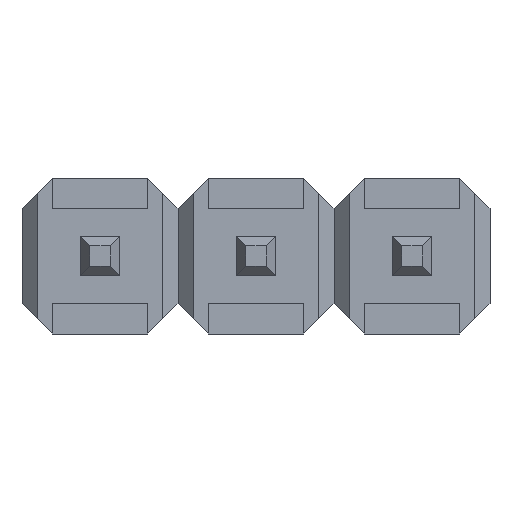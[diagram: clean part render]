
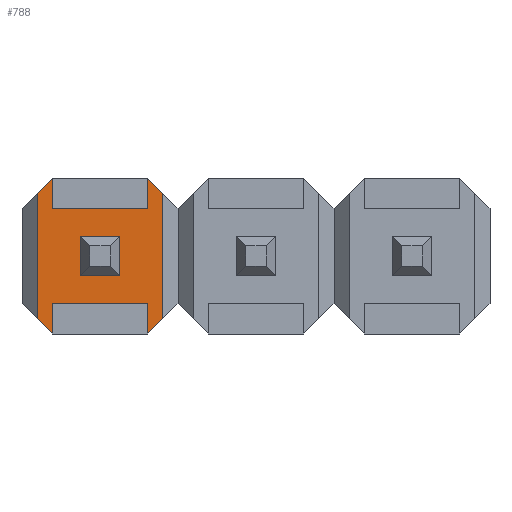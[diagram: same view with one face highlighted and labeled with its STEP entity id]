
A CAD part, front view. The second image highlights one B-rep face of the part: STEP entity #788.
In plain terms, the highlighted planar face has unit normal (0, -1, 0).
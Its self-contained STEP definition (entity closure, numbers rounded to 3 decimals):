
#54 = ORIENTED_EDGE ( 'NONE', *, *, #3381, .T. ) ;
#56 = DIRECTION ( 'NONE',  ( 0., 0., 1. ) ) ;
#96 = CARTESIAN_POINT ( 'NONE',  ( -1.27, -0.68, 0.32 ) ) ;
#137 = EDGE_CURVE ( 'NONE', #3839, #2279, #2854, .T. ) ;
#138 = CARTESIAN_POINT ( 'NONE',  ( 1.27, -0.68, -0.775 ) ) ;
#146 = CARTESIAN_POINT ( 'NONE',  ( 0.775, -0.68, -0.77 ) ) ;
#149 = LINE ( 'NONE', #2655, #2438 ) ;
#199 = EDGE_CURVE ( 'NONE', #3541, #3717, #1656, .T. ) ;
#208 = ORIENTED_EDGE ( 'NONE', *, *, #3217, .T. ) ;
#295 = CARTESIAN_POINT ( 'NONE',  ( 0.775, -0.68, 1.27 ) ) ;
#325 = EDGE_CURVE ( 'NONE', #2562, #3856, #883, .T. ) ;
#330 = CARTESIAN_POINT ( 'NONE',  ( -0.32, -0.68, 0.32 ) ) ;
#343 = EDGE_CURVE ( 'NONE', #3476, #2712, #3268, .T. ) ;
#356 = VECTOR ( 'NONE', #2773, 1000. ) ;
#535 = ORIENTED_EDGE ( 'NONE', *, *, #325, .T. ) ;
#537 = VECTOR ( 'NONE', #1419, 1000. ) ;
#560 = ORIENTED_EDGE ( 'NONE', *, *, #2233, .T. ) ;
#565 = FACE_OUTER_BOUND ( 'NONE', #1505, .T. ) ;
#567 = DIRECTION ( 'NONE',  ( 0., 0., -1. ) ) ;
#635 = LINE ( 'NONE', #1112, #991 ) ;
#663 = LINE ( 'NONE', #3920, #2678 ) ;
#739 = VERTEX_POINT ( 'NONE', #3631 ) ;
#742 = ORIENTED_EDGE ( 'NONE', *, *, #3350, .F. ) ;
#788 = ADVANCED_FACE ( 'NONE', ( #1231, #565 ), #1988, .F. ) ;
#861 = EDGE_CURVE ( 'NONE', #3856, #3476, #1742, .T. ) ;
#865 = VERTEX_POINT ( 'NONE', #4086 ) ;
#883 = LINE ( 'NONE', #146, #3165 ) ;
#900 = CARTESIAN_POINT ( 'NONE',  ( -0.775, -0.68, 0.77 ) ) ;
#991 = VECTOR ( 'NONE', #1778, 1000. ) ;
#1046 = CARTESIAN_POINT ( 'NONE',  ( 0.32, -0.68, 0.32 ) ) ;
#1090 = CARTESIAN_POINT ( 'NONE',  ( 1.02, -0.68, 1.27 ) ) ;
#1112 = CARTESIAN_POINT ( 'NONE',  ( -1.27, -0.68, -0.32 ) ) ;
#1115 = EDGE_CURVE ( 'NONE', #865, #4190, #2042, .T. ) ;
#1170 = ORIENTED_EDGE ( 'NONE', *, *, #1115, .T. ) ;
#1174 = ORIENTED_EDGE ( 'NONE', *, *, #2319, .T. ) ;
#1221 = EDGE_CURVE ( 'NONE', #2562, #1622, #663, .T. ) ;
#1224 = DIRECTION ( 'NONE',  ( -1., 0., 0. ) ) ;
#1231 = FACE_BOUND ( 'NONE', #1575, .T. ) ;
#1378 = CARTESIAN_POINT ( 'NONE',  ( 0.32, -0.68, 1.27 ) ) ;
#1419 = DIRECTION ( 'NONE',  ( 0., 0., 1. ) ) ;
#1491 = VECTOR ( 'NONE', #4074, 1000. ) ;
#1505 = EDGE_LOOP ( 'NONE', ( #208, #1937, #1170, #3187, #3231, #535, #3617, #3713, #2690, #742, #560, #2401 ) ) ;
#1515 = LINE ( 'NONE', #1638, #3906 ) ;
#1575 = EDGE_LOOP ( 'NONE', ( #54, #1174, #3620, #3158 ) ) ;
#1576 = VECTOR ( 'NONE', #1903, 1000. ) ;
#1601 = VECTOR ( 'NONE', #3776, 1000. ) ;
#1622 = VERTEX_POINT ( 'NONE', #2552 ) ;
#1638 = CARTESIAN_POINT ( 'NONE',  ( -0.775, -0.68, -0.77 ) ) ;
#1656 = LINE ( 'NONE', #3082, #1601 ) ;
#1699 = AXIS2_PLACEMENT_3D ( 'NONE', #2679, #3668, #56 ) ;
#1714 = VECTOR ( 'NONE', #3078, 1000. ) ;
#1742 = LINE ( 'NONE', #138, #356 ) ;
#1751 = LINE ( 'NONE', #900, #2360 ) ;
#1778 = DIRECTION ( 'NONE',  ( -1., 0., 0. ) ) ;
#1779 = VERTEX_POINT ( 'NONE', #330 ) ;
#1903 = DIRECTION ( 'NONE',  ( 0.707, 0., -0.707 ) ) ;
#1923 = CARTESIAN_POINT ( 'NONE',  ( -0.775, -0.68, -1.27 ) ) ;
#1937 = ORIENTED_EDGE ( 'NONE', *, *, #3648, .T. ) ;
#1959 = CARTESIAN_POINT ( 'NONE',  ( -0.775, -0.68, 1.27 ) ) ;
#1988 = PLANE ( 'NONE',  #1699 ) ;
#2041 = VERTEX_POINT ( 'NONE', #3772 ) ;
#2042 = LINE ( 'NONE', #3896, #1576 ) ;
#2193 = DIRECTION ( 'NONE',  ( -0.707, 0., 0.707 ) ) ;
#2233 = EDGE_CURVE ( 'NONE', #739, #3541, #1751, .T. ) ;
#2279 = VERTEX_POINT ( 'NONE', #3933 ) ;
#2305 = DIRECTION ( 'NONE',  ( 0., 0., -1. ) ) ;
#2319 = EDGE_CURVE ( 'NONE', #2041, #1779, #2734, .T. ) ;
#2360 = VECTOR ( 'NONE', #1224, 1000. ) ;
#2365 = VECTOR ( 'NONE', #2193, 1000. ) ;
#2373 = DIRECTION ( 'NONE',  ( 0., 0., -1. ) ) ;
#2401 = ORIENTED_EDGE ( 'NONE', *, *, #199, .T. ) ;
#2438 = VECTOR ( 'NONE', #3347, 1000. ) ;
#2552 = CARTESIAN_POINT ( 'NONE',  ( -0.775, -0.68, -0.77 ) ) ;
#2562 = VERTEX_POINT ( 'NONE', #4137 ) ;
#2594 = LINE ( 'NONE', #2747, #1714 ) ;
#2620 = DIRECTION ( 'NONE',  ( -1., 0., 0. ) ) ;
#2624 = DIRECTION ( 'NONE',  ( 0., 0., -1. ) ) ;
#2639 = LINE ( 'NONE', #3559, #3944 ) ;
#2655 = CARTESIAN_POINT ( 'NONE',  ( -0.775, -0.68, 1.27 ) ) ;
#2678 = VECTOR ( 'NONE', #2620, 1000. ) ;
#2679 = CARTESIAN_POINT ( 'NONE',  ( -1.27, -0.68, 1.27 ) ) ;
#2690 = ORIENTED_EDGE ( 'NONE', *, *, #4090, .T. ) ;
#2692 = VECTOR ( 'NONE', #2305, 1000. ) ;
#2712 = VERTEX_POINT ( 'NONE', #4011 ) ;
#2734 = LINE ( 'NONE', #4198, #3461 ) ;
#2747 = CARTESIAN_POINT ( 'NONE',  ( 0.775, -0.68, 0.77 ) ) ;
#2773 = DIRECTION ( 'NONE',  ( 0.707, 0., 0.707 ) ) ;
#2807 = EDGE_CURVE ( 'NONE', #1779, #3839, #3351, .T. ) ;
#2854 = LINE ( 'NONE', #1378, #2692 ) ;
#2910 = CARTESIAN_POINT ( 'NONE',  ( -1.02, -0.68, 1.025 ) ) ;
#3078 = DIRECTION ( 'NONE',  ( 0., 0., 1. ) ) ;
#3082 = CARTESIAN_POINT ( 'NONE',  ( -0.775, -0.68, 0.77 ) ) ;
#3129 = EDGE_CURVE ( 'NONE', #1622, #4190, #1515, .T. ) ;
#3158 = ORIENTED_EDGE ( 'NONE', *, *, #137, .T. ) ;
#3165 = VECTOR ( 'NONE', #2373, 1000. ) ;
#3187 = ORIENTED_EDGE ( 'NONE', *, *, #3129, .F. ) ;
#3217 = EDGE_CURVE ( 'NONE', #3717, #4215, #149, .T. ) ;
#3231 = ORIENTED_EDGE ( 'NONE', *, *, #1221, .F. ) ;
#3244 = DIRECTION ( 'NONE',  ( 0., 0., 1. ) ) ;
#3268 = LINE ( 'NONE', #1090, #537 ) ;
#3347 = DIRECTION ( 'NONE',  ( -0.707, 0., -0.707 ) ) ;
#3350 = EDGE_CURVE ( 'NONE', #739, #3607, #2594, .T. ) ;
#3351 = LINE ( 'NONE', #96, #1491 ) ;
#3381 = EDGE_CURVE ( 'NONE', #2279, #2041, #635, .T. ) ;
#3461 = VECTOR ( 'NONE', #3244, 1000. ) ;
#3469 = CARTESIAN_POINT ( 'NONE',  ( 1.02, -0.68, -1.025 ) ) ;
#3476 = VERTEX_POINT ( 'NONE', #3469 ) ;
#3526 = LINE ( 'NONE', #4138, #2365 ) ;
#3541 = VERTEX_POINT ( 'NONE', #4207 ) ;
#3559 = CARTESIAN_POINT ( 'NONE',  ( -1.02, -0.68, 1.27 ) ) ;
#3607 = VERTEX_POINT ( 'NONE', #295 ) ;
#3617 = ORIENTED_EDGE ( 'NONE', *, *, #861, .T. ) ;
#3620 = ORIENTED_EDGE ( 'NONE', *, *, #2807, .T. ) ;
#3631 = CARTESIAN_POINT ( 'NONE',  ( 0.775, -0.68, 0.77 ) ) ;
#3648 = EDGE_CURVE ( 'NONE', #4215, #865, #2639, .T. ) ;
#3668 = DIRECTION ( 'NONE',  ( 0., 1., 0. ) ) ;
#3706 = CARTESIAN_POINT ( 'NONE',  ( 0.775, -0.68, -1.27 ) ) ;
#3713 = ORIENTED_EDGE ( 'NONE', *, *, #343, .T. ) ;
#3717 = VERTEX_POINT ( 'NONE', #1959 ) ;
#3772 = CARTESIAN_POINT ( 'NONE',  ( -0.32, -0.68, -0.32 ) ) ;
#3776 = DIRECTION ( 'NONE',  ( 0., 0., 1. ) ) ;
#3839 = VERTEX_POINT ( 'NONE', #1046 ) ;
#3856 = VERTEX_POINT ( 'NONE', #3706 ) ;
#3896 = CARTESIAN_POINT ( 'NONE',  ( -1.27, -0.68, -0.775 ) ) ;
#3906 = VECTOR ( 'NONE', #2624, 1000. ) ;
#3920 = CARTESIAN_POINT ( 'NONE',  ( -0.775, -0.68, -0.77 ) ) ;
#3933 = CARTESIAN_POINT ( 'NONE',  ( 0.32, -0.68, -0.32 ) ) ;
#3944 = VECTOR ( 'NONE', #567, 1000. ) ;
#4011 = CARTESIAN_POINT ( 'NONE',  ( 1.02, -0.68, 1.025 ) ) ;
#4074 = DIRECTION ( 'NONE',  ( 1., 0., 0. ) ) ;
#4086 = CARTESIAN_POINT ( 'NONE',  ( -1.02, -0.68, -1.025 ) ) ;
#4090 = EDGE_CURVE ( 'NONE', #2712, #3607, #3526, .T. ) ;
#4137 = CARTESIAN_POINT ( 'NONE',  ( 0.775, -0.68, -0.77 ) ) ;
#4138 = CARTESIAN_POINT ( 'NONE',  ( 0.775, -0.68, 1.27 ) ) ;
#4190 = VERTEX_POINT ( 'NONE', #1923 ) ;
#4198 = CARTESIAN_POINT ( 'NONE',  ( -0.32, -0.68, 1.27 ) ) ;
#4207 = CARTESIAN_POINT ( 'NONE',  ( -0.775, -0.68, 0.77 ) ) ;
#4215 = VERTEX_POINT ( 'NONE', #2910 ) ;
